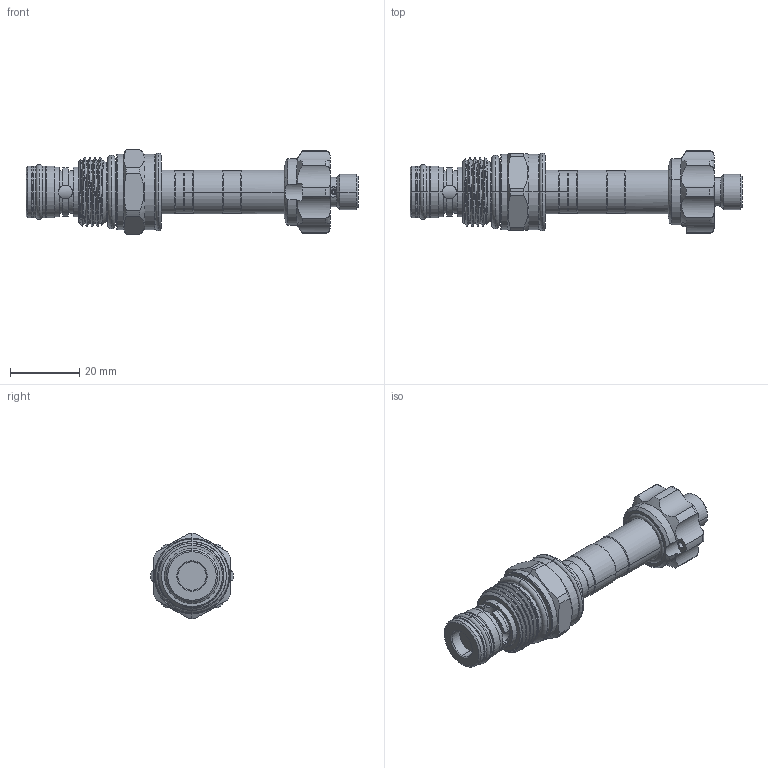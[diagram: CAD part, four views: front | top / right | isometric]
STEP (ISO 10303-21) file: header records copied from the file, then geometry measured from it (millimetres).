
FILE_DESCRIPTION (( 'STEP AP203' ), '1' );
FILE_NAME ('EP20M2A51M04.STEP', '2020-03-31T05:00:12', ( '' ), ( '' ), 'SwSTEP 2.0', 'SolidWorks 2018', '' );
FILE_SCHEMA (( 'CONFIG_CONTROL_DESIGN' ));
Length unit declared in the file: millimetre
Products named in the file (1): EP20M2A51M04
Bounding box: 96.05 x 23.79 x 24.65 mm (x, y, z)
Volume: 19776.2 mm3; surface area: 8549.1 mm2
Topology: 5 solids, 5 shells, 250 faces, 608 edges, 380 vertices
Faces by surface type: cylinder 126, plane 41, torus 40, cone 38, bspline 5
Entity records: 9859 total; most frequent: CARTESIAN_POINT 3992, DIRECTION 1238, ORIENTED_EDGE 1216, EDGE_CURVE 608, AXIS2_PLACEMENT_3D 531, VERTEX_POINT 380, CIRCLE 285, EDGE_LOOP 272
